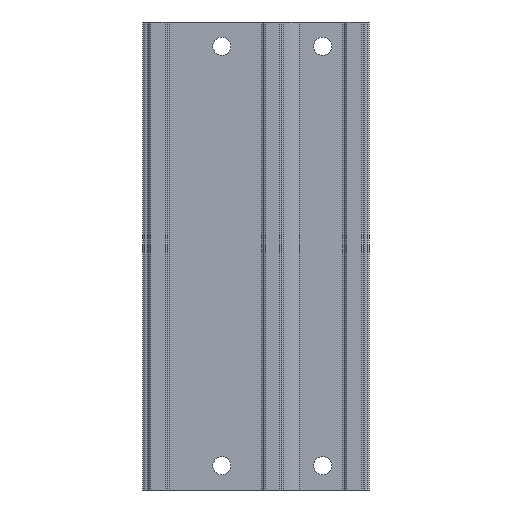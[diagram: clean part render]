
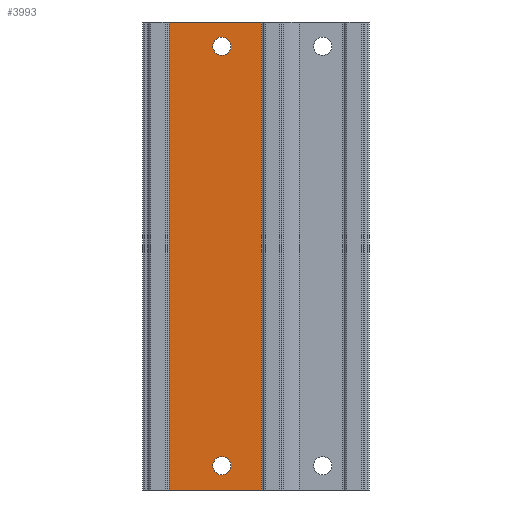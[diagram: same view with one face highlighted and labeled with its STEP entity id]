
A CAD part, front view. The second image highlights one B-rep face of the part: STEP entity #3993.
In plain terms, the highlighted planar face has unit normal (0, -1, 0).
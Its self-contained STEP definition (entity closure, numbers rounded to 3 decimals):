
#157=PLANE('',#4318);
#290=CIRCLE('',#4319,2.25);
#291=CIRCLE('',#4320,2.25);
#583=ORIENTED_EDGE('',*,*,#1645,.F.);
#584=ORIENTED_EDGE('',*,*,#1646,.F.);
#585=ORIENTED_EDGE('',*,*,#1647,.F.);
#586=ORIENTED_EDGE('',*,*,#1644,.F.);
#587=ORIENTED_EDGE('',*,*,#1648,.T.);
#588=ORIENTED_EDGE('',*,*,#1649,.T.);
#1644=EDGE_CURVE('',#2170,#2169,#2554,.T.);
#1645=EDGE_CURVE('',#2171,#2171,#290,.T.);
#1646=EDGE_CURVE('',#2172,#2172,#291,.T.);
#1647=EDGE_CURVE('',#2169,#2173,#2555,.T.);
#1648=EDGE_CURVE('',#2170,#2174,#2556,.T.);
#1649=EDGE_CURVE('',#2174,#2173,#2557,.T.);
#2169=VERTEX_POINT('',#6355);
#2170=VERTEX_POINT('',#6357);
#2171=VERTEX_POINT('',#6361);
#2172=VERTEX_POINT('',#6363);
#2173=VERTEX_POINT('',#6365);
#2174=VERTEX_POINT('',#6367);
#2554=LINE('',#6358,#2839);
#2555=LINE('',#6364,#2840);
#2556=LINE('',#6366,#2841);
#2557=LINE('',#6368,#2842);
#2839=VECTOR('',#4877,1000.);
#2840=VECTOR('',#4884,1000.);
#2841=VECTOR('',#4885,1000.);
#2842=VECTOR('',#4886,1000.);
#3124=EDGE_LOOP('',(#583));
#3125=EDGE_LOOP('',(#584));
#3126=EDGE_LOOP('',(#585,#586,#587,#588));
#3517=FACE_BOUND('',#3124,.T.);
#3518=FACE_BOUND('',#3125,.T.);
#3519=FACE_BOUND('',#3126,.T.);
#3993=ADVANCED_FACE('',(#3517,#3518,#3519),#157,.T.);
#4318=AXIS2_PLACEMENT_3D('',#6359,#4878,#4879);
#4319=AXIS2_PLACEMENT_3D('',#6360,#4880,#4881);
#4320=AXIS2_PLACEMENT_3D('',#6362,#4882,#4883);
#4877=DIRECTION('',(0.,0.,1.));
#4878=DIRECTION('',(0.,-1.,0.));
#4879=DIRECTION('',(0.,0.,-1.));
#4880=DIRECTION('',(0.,-1.,0.));
#4881=DIRECTION('',(0.,0.,-1.));
#4882=DIRECTION('',(0.,-1.,0.));
#4883=DIRECTION('',(0.,0.,-1.));
#4884=DIRECTION('',(1.,0.,0.));
#4885=DIRECTION('',(1.,0.,0.));
#4886=DIRECTION('',(0.,0.,1.));
#6355=CARTESIAN_POINT('',(-27.6,6.5,0.));
#6357=CARTESIAN_POINT('',(-27.6,6.5,-116.));
#6358=CARTESIAN_POINT('',(-27.6,6.5,-116.));
#6359=CARTESIAN_POINT('',(-27.6,6.5,-116.));
#6360=CARTESIAN_POINT('',(-14.5,6.5,-110.));
#6361=CARTESIAN_POINT('',(-14.5,6.5,-112.25));
#6362=CARTESIAN_POINT('',(-14.5,6.5,-6.));
#6363=CARTESIAN_POINT('',(-14.5,6.5,-8.25));
#6364=CARTESIAN_POINT('',(-27.6,6.5,0.));
#6365=CARTESIAN_POINT('',(-4.75,6.5,0.));
#6366=CARTESIAN_POINT('',(-27.6,6.5,-116.));
#6367=CARTESIAN_POINT('',(-4.75,6.5,-116.));
#6368=CARTESIAN_POINT('',(-4.75,6.5,-116.));
